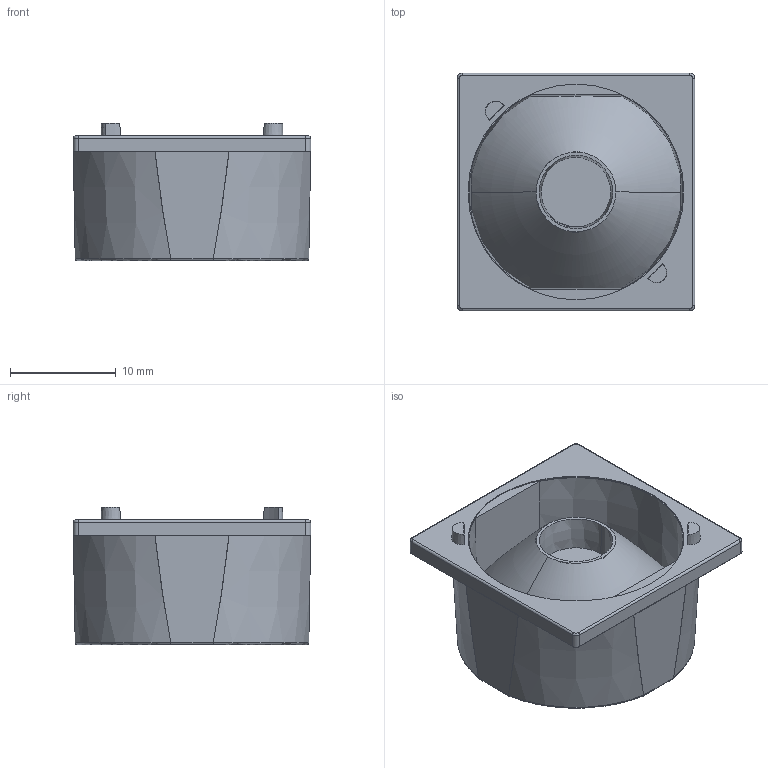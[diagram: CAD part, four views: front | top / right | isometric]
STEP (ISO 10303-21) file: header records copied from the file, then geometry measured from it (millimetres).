
FILE_DESCRIPTION (( 'STEP AP214' ), '1' );
FILE_NAME ('ﾀﾌﾒ-HB-23x23-3535-10x40 ﾃﾌ.STEP', '2023-04-18T07:06:37', ( '' ), ( '' ), 'SwSTEP 2.0', 'SolidWorks 2019', '' );
FILE_SCHEMA (( 'AUTOMOTIVE_DESIGN' ));
Length unit declared in the file: millimetre
Products named in the file (1): ﾀﾌﾒ-HB-23x23-3535-10x40 ﾃﾌ
Bounding box: 22.49 x 22.49 x 13 mm (x, y, z)
Volume: 3619.6 mm3; surface area: 2537 mm2
Topology: 1 solids, 1 shells, 153 faces, 378 edges, 226 vertices
Faces by surface type: bspline 99, plane 22, cylinder 13, cone 13, torus 6
Entity records: 10897 total; most frequent: CARTESIAN_POINT 8056, ORIENTED_EDGE 746, EDGE_CURVE 373, DIRECTION 300, B_SPLINE_CURVE_WITH_KNOTS 245, VERTEX_POINT 229, EDGE_LOOP 162, ADVANCED_FACE 155
